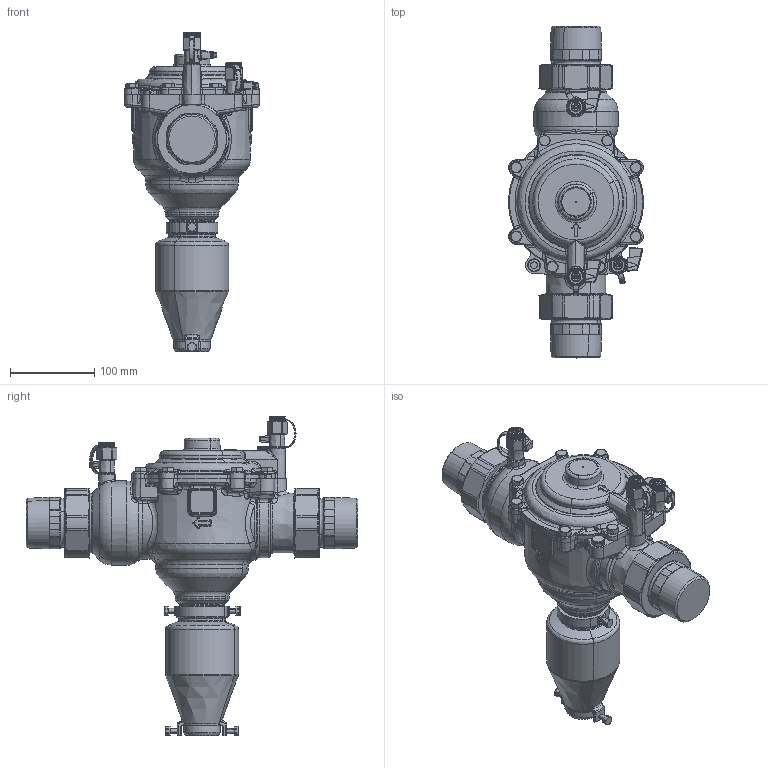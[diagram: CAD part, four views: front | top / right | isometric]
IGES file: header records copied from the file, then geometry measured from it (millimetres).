
Start section: START RECORD GO HERE.
Global section: file name: IGES_574900_-_TST.igs; native system: DASSAULT SYSTEMES CATIA Version 5-6 Release 2020 - www.3ds.com; preprocessor: V5-6R2020_5.30.5.0.09-01-2021.20.00; author: advantage; organization: CALEFFI; date: 20260319.105012; units: millimetre
Bounding box: 160.03 x 394 x 379 mm (x, y, z)
Surface area: 282132.6 mm2 (no closed solid volume)
Topology: 0 solids, 0 shells, 3762 faces, 19426 edges, 19322 vertices
Faces by surface type: revolution 1641, plane 1535, bspline 586
